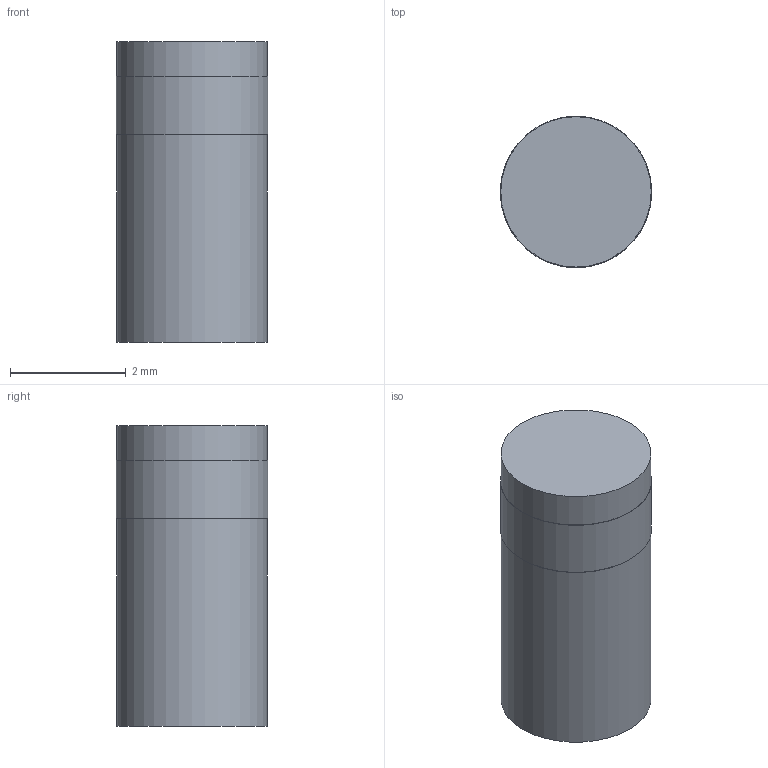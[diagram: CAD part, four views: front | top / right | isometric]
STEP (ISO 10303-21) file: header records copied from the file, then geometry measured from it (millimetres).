
FILE_DESCRIPTION(('FreeCAD Model'),'2;1');
FILE_NAME('MLL41.stp' ,'2019-11-20T22:18:25',('Author'),(''), 'Open CASCADE STEP processor 6.8','FreeCAD','Unknown');
FILE_SCHEMA(('AUTOMOTIVE_DESIGN { 1 0 10303 214 1 1 1 1 }'));
Length unit declared in the file: millimetre
Products named in the file (3): ASSEMBLY; Pad; Pad001
Assembly tree (2 placements, depth 2):
  ASSEMBLY
    Pad
    Pad001
Bounding box: 2.62 x 2.62 x 5.2 mm (x, y, z)
Volume: 27.7 mm3; surface area: 69.7 mm2
Topology: 2 solids, 2 shells, 7 faces, 9 edges, 6 vertices
Faces by surface type: plane 4, cylinder 3
Full cylindrical faces by diameter (mm): 2.6 x2, 2.62 x1
Entity records: 354 total; most frequent: CARTESIAN_POINT 79, DIRECTION 47, ORIENTED_EDGE 18, PCURVE 18, DEFINITIONAL_REPRESENTATION 18, AXIS2_PLACEMENT_3D 16, LINE 15, VECTOR 15
